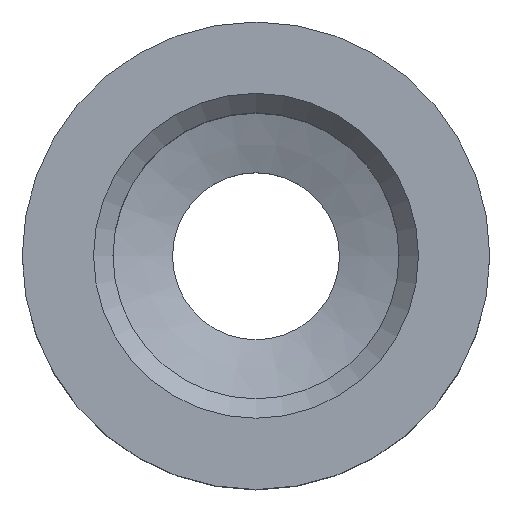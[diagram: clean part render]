
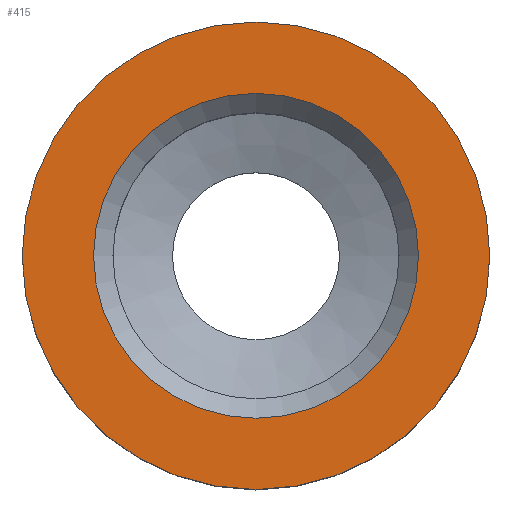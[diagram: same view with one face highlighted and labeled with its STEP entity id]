
A CAD part, top view. The second image highlights one B-rep face of the part: STEP entity #415.
In plain terms, the highlighted planar face has unit normal (0, 0, 1).
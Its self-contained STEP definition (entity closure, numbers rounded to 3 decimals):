
#54=PLANE('',#477);
#80=CIRCLE('',#478,7.);
#81=CIRCLE('',#479,4.864);
#168=ORIENTED_EDGE('',*,*,#224,.F.);
#169=ORIENTED_EDGE('',*,*,#225,.T.);
#224=EDGE_CURVE('',#260,#260,#80,.T.);
#225=EDGE_CURVE('',#261,#261,#81,.T.);
#260=VERTEX_POINT('',#749);
#261=VERTEX_POINT('',#751);
#314=EDGE_LOOP('',(#168));
#315=EDGE_LOOP('',(#169));
#364=FACE_BOUND('',#314,.T.);
#365=FACE_BOUND('',#315,.T.);
#415=ADVANCED_FACE('',(#364,#365),#54,.F.);
#477=AXIS2_PLACEMENT_3D('',#747,#588,#589);
#478=AXIS2_PLACEMENT_3D('',#748,#590,#591);
#479=AXIS2_PLACEMENT_3D('',#750,#592,#593);
#588=DIRECTION('',(0.,0.,-1.));
#589=DIRECTION('',(-1.,0.,0.));
#590=DIRECTION('',(0.,0.,-1.));
#591=DIRECTION('',(-1.,0.,0.));
#592=DIRECTION('',(0.,0.,-1.));
#593=DIRECTION('',(-1.,0.,0.));
#747=CARTESIAN_POINT('',(0.,0.,26.));
#748=CARTESIAN_POINT('',(0.,0.,26.));
#749=CARTESIAN_POINT('',(-7.,0.,26.));
#750=CARTESIAN_POINT('',(0.,0.,26.));
#751=CARTESIAN_POINT('',(-4.864,0.,26.));
